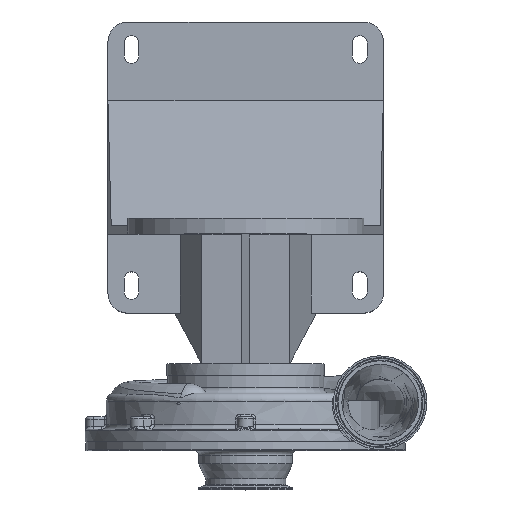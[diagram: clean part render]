
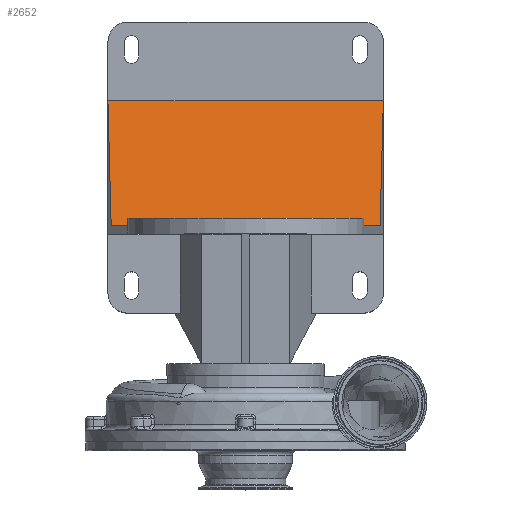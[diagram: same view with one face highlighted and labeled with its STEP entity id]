
A CAD part, top view. The second image highlights one B-rep face of the part: STEP entity #2652.
In plain terms, the highlighted planar face has unit normal (0, 0.215, 0.977).
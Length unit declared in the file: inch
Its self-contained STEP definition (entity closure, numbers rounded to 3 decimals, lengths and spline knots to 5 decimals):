
#587 = ORIENTED_EDGE ( 'NONE', *, *, #1573, .T. ) ;
#1497 = DIRECTION ( 'NONE',  ( 1., 0., 0. ) ) ;
#1573 = EDGE_CURVE ( 'NONE', #1905, #14467, #20596, .T. ) ;
#1905 = VERTEX_POINT ( 'NONE', #14317 ) ;
#2018 = VECTOR ( 'NONE', #11059, 39.37008 ) ;
#2652 = ADVANCED_FACE ( 'NONE', ( #16029 ), #6883, .F. ) ;
#3139 = DIRECTION ( 'NONE',  ( 0., -0.977, 0.215 ) ) ;
#3731 = CARTESIAN_POINT ( 'NONE',  ( 6.72572, 7.51969, 2.95276 ) ) ;
#5134 = EDGE_CURVE ( 'NONE', #1905, #18080, #13939, .T. ) ;
#5777 = CARTESIAN_POINT ( 'NONE',  ( 6.89392, 13.93815, 1.53989 ) ) ;
#6076 = ORIENTED_EDGE ( 'NONE', *, *, #5134, .F. ) ;
#6883 = PLANE ( 'NONE',  #19295 ) ;
#7607 = CARTESIAN_POINT ( 'NONE',  ( 6.88976, 13.77953, 1.5748 ) ) ;
#8753 = CARTESIAN_POINT ( 'NONE',  ( -13.24008, 13.77953, 1.5748 ) ) ;
#8769 = CARTESIAN_POINT ( 'NONE',  ( -13.24008, 13.77953, 1.5748 ) ) ;
#8802 = VECTOR ( 'NONE', #20939, 39.37008 ) ;
#9570 = EDGE_LOOP ( 'NONE', ( #6076, #587, #15661, #13550 ) ) ;
#11059 = DIRECTION ( 'NONE',  ( 0.026, 0.976, -0.215 ) ) ;
#13550 = ORIENTED_EDGE ( 'NONE', *, *, #17270, .F. ) ;
#13939 = LINE ( 'NONE', #15940, #18967 ) ;
#13979 = VECTOR ( 'NONE', #1497, 39.37008 ) ;
#14179 = VERTEX_POINT ( 'NONE', #7607 ) ;
#14317 = CARTESIAN_POINT ( 'NONE',  ( -6.72572, 7.51969, 2.95276 ) ) ;
#14467 = VERTEX_POINT ( 'NONE', #3731 ) ;
#15468 = CARTESIAN_POINT ( 'NONE',  ( -6.88976, 13.77953, 1.5748 ) ) ;
#15661 = ORIENTED_EDGE ( 'NONE', *, *, #17706, .T. ) ;
#15940 = CARTESIAN_POINT ( 'NONE',  ( -6.89392, 13.93815, 1.53989 ) ) ;
#16029 = FACE_OUTER_BOUND ( 'NONE', #9570, .T. ) ;
#17270 = EDGE_CURVE ( 'NONE', #18080, #14179, #21097, .T. ) ;
#17706 = EDGE_CURVE ( 'NONE', #14467, #14179, #21735, .T. ) ;
#18080 = VERTEX_POINT ( 'NONE', #15468 ) ;
#18967 = VECTOR ( 'NONE', #22638, 39.37008 ) ;
#19053 = CARTESIAN_POINT ( 'NONE',  ( -13.24008, 7.51969, 2.95276 ) ) ;
#19295 = AXIS2_PLACEMENT_3D ( 'NONE', #8753, #19548, #3139 ) ;
#19548 = DIRECTION ( 'NONE',  ( 0., -0.215, -0.977 ) ) ;
#20596 = LINE ( 'NONE', #19053, #8802 ) ;
#20939 = DIRECTION ( 'NONE',  ( 1., 0., 0. ) ) ;
#21097 = LINE ( 'NONE', #8769, #13979 ) ;
#21735 = LINE ( 'NONE', #5777, #2018 ) ;
#22638 = DIRECTION ( 'NONE',  ( -0.026, 0.976, -0.215 ) ) ;
